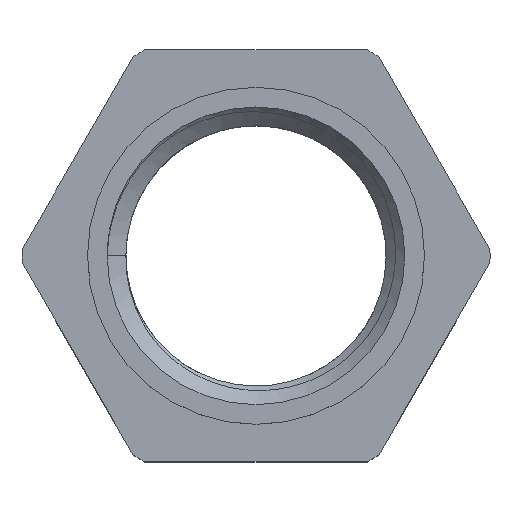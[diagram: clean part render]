
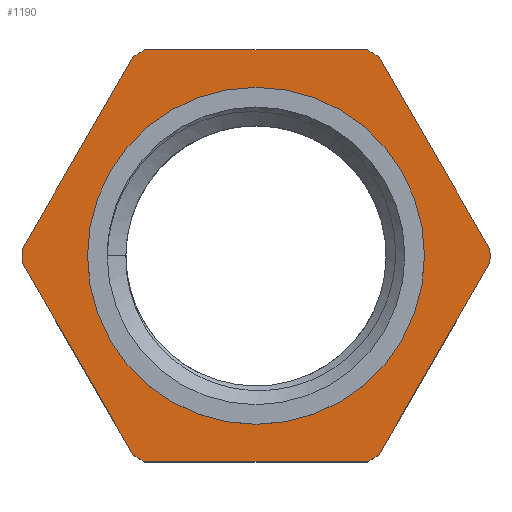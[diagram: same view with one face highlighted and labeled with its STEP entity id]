
A CAD part, top view. The second image highlights one B-rep face of the part: STEP entity #1190.
In plain terms, the highlighted planar face has unit normal (0, 0, 1).
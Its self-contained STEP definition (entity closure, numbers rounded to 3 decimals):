
#83=CARTESIAN_POINT('',(-5.937,11.0,8.5));
#84=VERTEX_POINT('',#83);
#91=CARTESIAN_POINT('',(5.937,11.0,8.5));
#92=VERTEX_POINT('',#91);
#93=CARTESIAN_POINT('',(-5.937,11.0,8.5));
#94=DIRECTION('',(1.0,0.0,0.0));
#95=VECTOR('',#94,11.874);
#96=LINE('',#93,#95);
#97=EDGE_CURVE('',#84,#92,#96,.T.);
#123=CARTESIAN_POINT('',(-12.495,0.358,8.5));
#124=VERTEX_POINT('',#123);
#131=CARTESIAN_POINT('',(-6.558,10.642,8.5));
#132=VERTEX_POINT('',#131);
#133=CARTESIAN_POINT('',(-12.495,0.358,8.5));
#134=DIRECTION('',(0.5,0.866,0.0));
#135=VECTOR('',#134,11.874);
#136=LINE('',#133,#135);
#137=EDGE_CURVE('',#124,#132,#136,.T.);
#163=CARTESIAN_POINT('',(-6.558,-10.642,8.5));
#164=VERTEX_POINT('',#163);
#171=CARTESIAN_POINT('',(-12.495,-0.358,8.5));
#172=VERTEX_POINT('',#171);
#173=CARTESIAN_POINT('',(-6.558,-10.642,8.5));
#174=DIRECTION('',(-0.5,0.866,0.0));
#175=VECTOR('',#174,11.874);
#176=LINE('',#173,#175);
#177=EDGE_CURVE('',#164,#172,#176,.T.);
#203=CARTESIAN_POINT('',(5.937,-11.,8.5));
#204=VERTEX_POINT('',#203);
#211=CARTESIAN_POINT('',(-5.937,-11.,8.5));
#212=VERTEX_POINT('',#211);
#213=CARTESIAN_POINT('',(5.937,-11.,8.5));
#214=DIRECTION('',(-1.0,0.0,0.0));
#215=VECTOR('',#214,11.874);
#216=LINE('',#213,#215);
#217=EDGE_CURVE('',#204,#212,#216,.T.);
#243=CARTESIAN_POINT('',(12.495,-0.358,8.5));
#244=VERTEX_POINT('',#243);
#251=CARTESIAN_POINT('',(6.558,-10.642,8.5));
#252=VERTEX_POINT('',#251);
#253=CARTESIAN_POINT('',(12.495,-0.358,8.5));
#254=DIRECTION('',(-0.5,-0.866,0.0));
#255=VECTOR('',#254,11.874);
#256=LINE('',#253,#255);
#257=EDGE_CURVE('',#244,#252,#256,.T.);
#283=CARTESIAN_POINT('',(6.558,10.642,8.5));
#284=VERTEX_POINT('',#283);
#291=CARTESIAN_POINT('',(12.495,0.358,8.5));
#292=VERTEX_POINT('',#291);
#293=CARTESIAN_POINT('',(6.558,10.642,8.5));
#294=DIRECTION('',(0.5,-0.866,0.0));
#295=VECTOR('',#294,11.874);
#296=LINE('',#293,#295);
#297=EDGE_CURVE('',#284,#292,#296,.T.);
#322=CARTESIAN_POINT('',(0.0,0.0,8.5));
#323=DIRECTION('',(0.0,0.0,-1.0));
#324=DIRECTION('',(-1.0,0.0,0.0));
#325=AXIS2_PLACEMENT_3D('',#322,#323,#324);
#326=CIRCLE('',#325,12.5);
#327=EDGE_CURVE('',#292,#244,#326,.T.);
#346=CARTESIAN_POINT('',(0.0,0.0,8.5));
#347=DIRECTION('',(0.0,0.0,-1.0));
#348=DIRECTION('',(-1.0,0.0,0.0));
#349=AXIS2_PLACEMENT_3D('',#346,#347,#348);
#350=CIRCLE('',#349,12.5);
#351=EDGE_CURVE('',#252,#204,#350,.T.);
#370=CARTESIAN_POINT('',(0.0,0.0,8.5));
#371=DIRECTION('',(0.0,0.0,-1.0));
#372=DIRECTION('',(-1.0,0.0,0.0));
#373=AXIS2_PLACEMENT_3D('',#370,#371,#372);
#374=CIRCLE('',#373,12.5);
#375=EDGE_CURVE('',#212,#164,#374,.T.);
#394=CARTESIAN_POINT('',(0.0,0.0,8.5));
#395=DIRECTION('',(0.0,0.0,-1.0));
#396=DIRECTION('',(-1.0,0.0,0.0));
#397=AXIS2_PLACEMENT_3D('',#394,#395,#396);
#398=CIRCLE('',#397,12.5);
#399=EDGE_CURVE('',#172,#124,#398,.T.);
#410=CARTESIAN_POINT('',(0.0,0.0,8.5));
#411=DIRECTION('',(0.0,0.0,-1.0));
#412=DIRECTION('',(-1.0,0.0,0.0));
#413=AXIS2_PLACEMENT_3D('',#410,#411,#412);
#414=CIRCLE('',#413,12.5);
#415=EDGE_CURVE('',#92,#284,#414,.T.);
#442=CARTESIAN_POINT('',(0.0,0.0,8.5));
#443=DIRECTION('',(0.0,0.0,-1.0));
#444=DIRECTION('',(-1.0,0.0,0.0));
#445=AXIS2_PLACEMENT_3D('',#442,#443,#444);
#446=CIRCLE('',#445,12.5);
#447=EDGE_CURVE('',#132,#84,#446,.T.);
#1145=CARTESIAN_POINT('',(9.0,0.,8.5));
#1146=VERTEX_POINT('',#1145);
#1147=CARTESIAN_POINT('',(0.0,0.0,8.5));
#1148=DIRECTION('',(0.0,0.0,1.0));
#1149=DIRECTION('',(-1.0,0.0,0.0));
#1150=AXIS2_PLACEMENT_3D('',#1147,#1148,#1149);
#1151=CIRCLE('',#1150,9.0);
#1152=EDGE_CURVE('',#1146,#1146,#1151,.T.);
#1168=CARTESIAN_POINT('',(0.,0.,8.5));
#1169=DIRECTION('',(0.0,0.0,1.0));
#1170=DIRECTION('',(1.0,0.0,0.0));
#1171=AXIS2_PLACEMENT_3D('',#1168,#1169,#1170);
#1172=PLANE('',#1171);
#1173=ORIENTED_EDGE('',*,*,#97,.F.);
#1174=ORIENTED_EDGE('',*,*,#447,.F.);
#1175=ORIENTED_EDGE('',*,*,#137,.F.);
#1176=ORIENTED_EDGE('',*,*,#399,.F.);
#1177=ORIENTED_EDGE('',*,*,#177,.F.);
#1178=ORIENTED_EDGE('',*,*,#375,.F.);
#1179=ORIENTED_EDGE('',*,*,#217,.F.);
#1180=ORIENTED_EDGE('',*,*,#351,.F.);
#1181=ORIENTED_EDGE('',*,*,#257,.F.);
#1182=ORIENTED_EDGE('',*,*,#327,.F.);
#1183=ORIENTED_EDGE('',*,*,#297,.F.);
#1184=ORIENTED_EDGE('',*,*,#415,.F.);
#1185=EDGE_LOOP('',(#1173,#1174,#1175,#1176,#1177,#1178,#1179,#1180,#1181,#1182,#1183,#1184));
#1186=FACE_OUTER_BOUND('',#1185,.T.);
#1187=ORIENTED_EDGE('',*,*,#1152,.F.);
#1188=EDGE_LOOP('',(#1187));
#1189=FACE_BOUND('',#1188,.T.);
#1190=ADVANCED_FACE('',(#1186,#1189),#1172,.T.);
